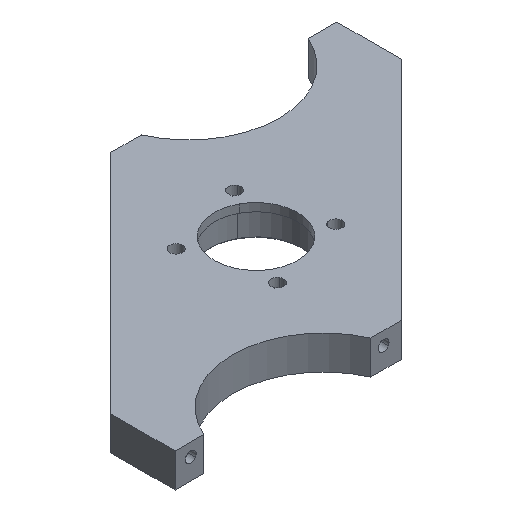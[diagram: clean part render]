
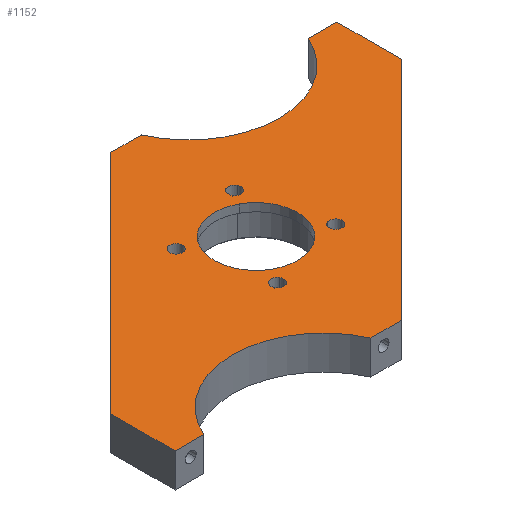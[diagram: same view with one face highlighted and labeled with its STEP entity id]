
A CAD part, isometric view. The second image highlights one B-rep face of the part: STEP entity #1152.
In plain terms, the highlighted planar face has unit normal (0, 0, 1).
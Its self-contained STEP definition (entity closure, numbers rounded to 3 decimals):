
#61=CARTESIAN_POINT('Vertex',(9.092,18.307,13.)) ;
#66=CARTESIAN_POINT('Axis2P3D Location',(11.25,19.486,13.)) ;
#70=CARTESIAN_POINT('Vertex',(13.408,20.664,13.)) ;
#261=CARTESIAN_POINT('Axis2P3D Location',(11.25,19.486,13.)) ;
#278=CARTESIAN_POINT('Axis2P3D Location',(0.,0.,13.)) ;
#282=CARTESIAN_POINT('Vertex',(7.671,14.041,13.)) ;
#284=CARTESIAN_POINT('Vertex',(-7.671,-14.041,13.)) ;
#313=CARTESIAN_POINT('Axis2P3D Location',(0.,0.,13.)) ;
#828=CARTESIAN_POINT('Vertex',(0.,55.9,13.)) ;
#835=CARTESIAN_POINT('Vertex',(-87.,-31.1,13.)) ;
#838=CARTESIAN_POINT('Line Origine',(-43.5,12.4,13.)) ;
#863=CARTESIAN_POINT('Vertex',(-87.,-55.9,13.)) ;
#866=CARTESIAN_POINT('Line Origine',(-87.,-43.5,13.)) ;
#887=CARTESIAN_POINT('Vertex',(-75.978,-55.9,13.)) ;
#890=CARTESIAN_POINT('Line Origine',(-81.489,-55.9,13.)) ;
#911=CARTESIAN_POINT('Axis2P3D Location',(-43.9,-69.9,13.)) ;
#915=CARTESIAN_POINT('Vertex',(-11.822,-55.9,13.)) ;
#934=CARTESIAN_POINT('Vertex',(0.,-55.9,13.)) ;
#937=CARTESIAN_POINT('Line Origine',(-5.911,-55.9,13.)) ;
#962=CARTESIAN_POINT('Vertex',(87.,31.1,13.)) ;
#965=CARTESIAN_POINT('Line Origine',(43.5,-12.4,13.)) ;
#986=CARTESIAN_POINT('Line Origine',(87.,43.5,13.)) ;
#990=CARTESIAN_POINT('Vertex',(87.,55.9,13.)) ;
#1010=CARTESIAN_POINT('Line Origine',(81.489,55.9,13.)) ;
#1014=CARTESIAN_POINT('Vertex',(75.978,55.9,13.)) ;
#1038=CARTESIAN_POINT('Axis2P3D Location',(43.9,69.9,13.)) ;
#1042=CARTESIAN_POINT('Vertex',(11.822,55.9,13.)) ;
#1057=CARTESIAN_POINT('Line Origine',(5.911,55.9,13.)) ;
#1073=CARTESIAN_POINT('Axis2P3D Location',(0.,16.,13.)) ;
#1098=CARTESIAN_POINT('Axis2P3D Location',(-19.486,11.25,13.)) ;
#1102=CARTESIAN_POINT('Vertex',(-20.664,13.408,13.)) ;
#1104=CARTESIAN_POINT('Vertex',(-18.307,9.092,13.)) ;
#1107=CARTESIAN_POINT('Axis2P3D Location',(-19.486,11.25,13.)) ;
#1116=CARTESIAN_POINT('Axis2P3D Location',(-11.25,-19.486,13.)) ;
#1120=CARTESIAN_POINT('Vertex',(-13.408,-20.664,13.)) ;
#1122=CARTESIAN_POINT('Vertex',(-9.092,-18.307,13.)) ;
#1125=CARTESIAN_POINT('Axis2P3D Location',(-11.25,-19.486,13.)) ;
#1134=CARTESIAN_POINT('Axis2P3D Location',(19.486,-11.25,13.)) ;
#1138=CARTESIAN_POINT('Vertex',(20.664,-13.408,13.)) ;
#1140=CARTESIAN_POINT('Vertex',(18.307,-9.092,13.)) ;
#1143=CARTESIAN_POINT('Axis2P3D Location',(19.486,-11.25,13.)) ;
#67=DIRECTION('Axis2P3D Direction',(0.,-0.,1.)) ;
#262=DIRECTION('Axis2P3D Direction',(0.,-0.,1.)) ;
#279=DIRECTION('Axis2P3D Direction',(0.,0.,-1.)) ;
#314=DIRECTION('Axis2P3D Direction',(0.,0.,-1.)) ;
#839=DIRECTION('Vector Direction',(-0.707,-0.707,0.)) ;
#867=DIRECTION('Vector Direction',(0.,-1.,0.)) ;
#891=DIRECTION('Vector Direction',(1.,0.,0.)) ;
#912=DIRECTION('Axis2P3D Direction',(0.,0.,1.)) ;
#938=DIRECTION('Vector Direction',(1.,0.,0.)) ;
#966=DIRECTION('Vector Direction',(0.707,0.707,0.)) ;
#987=DIRECTION('Vector Direction',(0.,-1.,0.)) ;
#1011=DIRECTION('Vector Direction',(1.,0.,0.)) ;
#1039=DIRECTION('Axis2P3D Direction',(0.,0.,1.)) ;
#1058=DIRECTION('Vector Direction',(1.,0.,0.)) ;
#1074=DIRECTION('Axis2P3D Direction',(0.,0.,-1.)) ;
#1075=DIRECTION('Axis2P3D XDirection',(1.,0.,0.)) ;
#1099=DIRECTION('Axis2P3D Direction',(0.,0.,-1.)) ;
#1108=DIRECTION('Axis2P3D Direction',(0.,0.,-1.)) ;
#1117=DIRECTION('Axis2P3D Direction',(0.,0.,-1.)) ;
#1126=DIRECTION('Axis2P3D Direction',(0.,0.,-1.)) ;
#1135=DIRECTION('Axis2P3D Direction',(0.,0.,-1.)) ;
#1144=DIRECTION('Axis2P3D Direction',(0.,0.,-1.)) ;
#68=AXIS2_PLACEMENT_3D('Circle Axis2P3D',#66,#67,$) ;
#263=AXIS2_PLACEMENT_3D('Circle Axis2P3D',#261,#262,$) ;
#280=AXIS2_PLACEMENT_3D('Circle Axis2P3D',#278,#279,$) ;
#315=AXIS2_PLACEMENT_3D('Circle Axis2P3D',#313,#314,$) ;
#913=AXIS2_PLACEMENT_3D('Circle Axis2P3D',#911,#912,$) ;
#1040=AXIS2_PLACEMENT_3D('Circle Axis2P3D',#1038,#1039,$) ;
#1076=AXIS2_PLACEMENT_3D('Plane Axis2P3D',#1073,#1074,#1075) ;
#1100=AXIS2_PLACEMENT_3D('Circle Axis2P3D',#1098,#1099,$) ;
#1109=AXIS2_PLACEMENT_3D('Circle Axis2P3D',#1107,#1108,$) ;
#1118=AXIS2_PLACEMENT_3D('Circle Axis2P3D',#1116,#1117,$) ;
#1127=AXIS2_PLACEMENT_3D('Circle Axis2P3D',#1125,#1126,$) ;
#1136=AXIS2_PLACEMENT_3D('Circle Axis2P3D',#1134,#1135,$) ;
#1145=AXIS2_PLACEMENT_3D('Circle Axis2P3D',#1143,#1144,$) ;
#1079=ORIENTED_EDGE('',*,*,#870,.T.) ;
#1080=ORIENTED_EDGE('',*,*,#894,.T.) ;
#1081=ORIENTED_EDGE('',*,*,#917,.T.) ;
#1082=ORIENTED_EDGE('',*,*,#941,.T.) ;
#1083=ORIENTED_EDGE('',*,*,#969,.T.) ;
#1084=ORIENTED_EDGE('',*,*,#992,.F.) ;
#1085=ORIENTED_EDGE('',*,*,#1016,.F.) ;
#1086=ORIENTED_EDGE('',*,*,#1044,.T.) ;
#1087=ORIENTED_EDGE('',*,*,#1061,.F.) ;
#1088=ORIENTED_EDGE('',*,*,#842,.T.) ;
#1091=ORIENTED_EDGE('',*,*,#72,.T.) ;
#1092=ORIENTED_EDGE('',*,*,#265,.T.) ;
#1095=ORIENTED_EDGE('',*,*,#317,.T.) ;
#1096=ORIENTED_EDGE('',*,*,#286,.T.) ;
#1113=ORIENTED_EDGE('',*,*,#1106,.T.) ;
#1114=ORIENTED_EDGE('',*,*,#1111,.T.) ;
#1131=ORIENTED_EDGE('',*,*,#1124,.T.) ;
#1132=ORIENTED_EDGE('',*,*,#1129,.T.) ;
#1149=ORIENTED_EDGE('',*,*,#1142,.T.) ;
#1150=ORIENTED_EDGE('',*,*,#1147,.T.) ;
#1093=FACE_BOUND('',#1090,.T.) ;
#1097=FACE_BOUND('',#1094,.T.) ;
#1115=FACE_BOUND('',#1112,.T.) ;
#1133=FACE_BOUND('',#1130,.T.) ;
#1151=FACE_BOUND('',#1148,.T.) ;
#840=VECTOR('Line Direction',#839,1.) ;
#868=VECTOR('Line Direction',#867,1.) ;
#892=VECTOR('Line Direction',#891,1.) ;
#939=VECTOR('Line Direction',#938,1.) ;
#967=VECTOR('Line Direction',#966,1.) ;
#988=VECTOR('Line Direction',#987,1.) ;
#1012=VECTOR('Line Direction',#1011,1.) ;
#1059=VECTOR('Line Direction',#1058,1.) ;
#1152=ADVANCED_FACE('PartBody',(#1089,#1093,#1097,#1115,#1133,#1151),#1077,.F.) ;
#69=CIRCLE('generated circle',#68,2.459) ;
#264=CIRCLE('generated circle',#263,2.459) ;
#281=CIRCLE('generated circle',#280,16.) ;
#316=CIRCLE('generated circle',#315,16.) ;
#914=CIRCLE('generated circle',#913,35.) ;
#1041=CIRCLE('generated circle',#1040,35.) ;
#1101=CIRCLE('generated circle',#1100,2.459) ;
#1110=CIRCLE('generated circle',#1109,2.459) ;
#1119=CIRCLE('generated circle',#1118,2.459) ;
#1128=CIRCLE('generated circle',#1127,2.459) ;
#1137=CIRCLE('generated circle',#1136,2.459) ;
#1146=CIRCLE('generated circle',#1145,2.459) ;
#72=EDGE_CURVE('',#71,#62,#69,.F.) ;
#265=EDGE_CURVE('',#62,#71,#264,.F.) ;
#286=EDGE_CURVE('',#283,#285,#281,.T.) ;
#317=EDGE_CURVE('',#285,#283,#316,.T.) ;
#842=EDGE_CURVE('',#829,#836,#841,.T.) ;
#870=EDGE_CURVE('',#836,#864,#869,.T.) ;
#894=EDGE_CURVE('',#864,#888,#893,.T.) ;
#917=EDGE_CURVE('',#888,#916,#914,.F.) ;
#941=EDGE_CURVE('',#916,#935,#940,.T.) ;
#969=EDGE_CURVE('',#935,#963,#968,.T.) ;
#992=EDGE_CURVE('',#991,#963,#989,.T.) ;
#1016=EDGE_CURVE('',#1015,#991,#1013,.T.) ;
#1044=EDGE_CURVE('',#1015,#1043,#1041,.F.) ;
#1061=EDGE_CURVE('',#829,#1043,#1060,.T.) ;
#1106=EDGE_CURVE('',#1103,#1105,#1101,.T.) ;
#1111=EDGE_CURVE('',#1105,#1103,#1110,.T.) ;
#1124=EDGE_CURVE('',#1121,#1123,#1119,.T.) ;
#1129=EDGE_CURVE('',#1123,#1121,#1128,.T.) ;
#1142=EDGE_CURVE('',#1139,#1141,#1137,.T.) ;
#1147=EDGE_CURVE('',#1141,#1139,#1146,.T.) ;
#1078=EDGE_LOOP('',(#1079,#1080,#1081,#1082,#1083,#1084,#1085,#1086,#1087,#1088)) ;
#1090=EDGE_LOOP('',(#1091,#1092)) ;
#1094=EDGE_LOOP('',(#1095,#1096)) ;
#1112=EDGE_LOOP('',(#1113,#1114)) ;
#1130=EDGE_LOOP('',(#1131,#1132)) ;
#1148=EDGE_LOOP('',(#1149,#1150)) ;
#1089=FACE_OUTER_BOUND('',#1078,.T.) ;
#841=LINE('Line',#838,#840) ;
#869=LINE('Line',#866,#868) ;
#893=LINE('Line',#890,#892) ;
#940=LINE('Line',#937,#939) ;
#968=LINE('Line',#965,#967) ;
#989=LINE('Line',#986,#988) ;
#1013=LINE('Line',#1010,#1012) ;
#1060=LINE('Line',#1057,#1059) ;
#1077=PLANE('',#1076) ;
#62=VERTEX_POINT('',#61) ;
#71=VERTEX_POINT('',#70) ;
#283=VERTEX_POINT('',#282) ;
#285=VERTEX_POINT('',#284) ;
#829=VERTEX_POINT('',#828) ;
#836=VERTEX_POINT('',#835) ;
#864=VERTEX_POINT('',#863) ;
#888=VERTEX_POINT('',#887) ;
#916=VERTEX_POINT('',#915) ;
#935=VERTEX_POINT('',#934) ;
#963=VERTEX_POINT('',#962) ;
#991=VERTEX_POINT('',#990) ;
#1015=VERTEX_POINT('',#1014) ;
#1043=VERTEX_POINT('',#1042) ;
#1103=VERTEX_POINT('',#1102) ;
#1105=VERTEX_POINT('',#1104) ;
#1121=VERTEX_POINT('',#1120) ;
#1123=VERTEX_POINT('',#1122) ;
#1139=VERTEX_POINT('',#1138) ;
#1141=VERTEX_POINT('',#1140) ;
